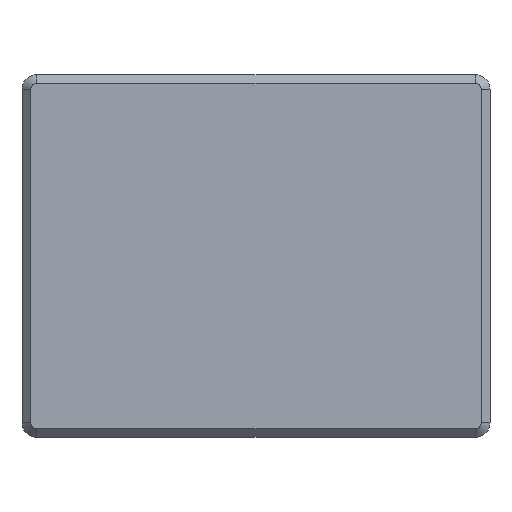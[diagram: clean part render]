
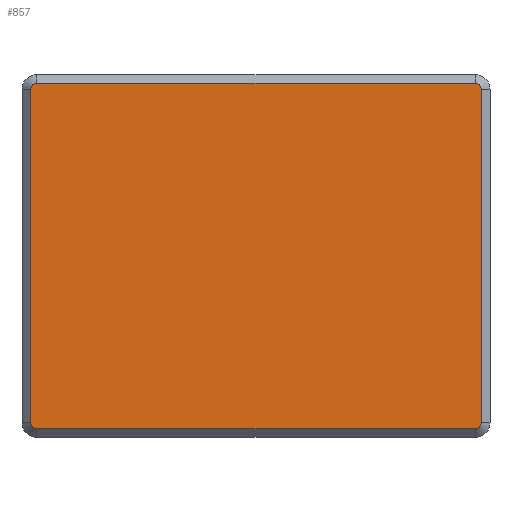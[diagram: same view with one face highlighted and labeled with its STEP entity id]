
A CAD part, front view. The second image highlights one B-rep face of the part: STEP entity #857.
In plain terms, the highlighted planar face has unit normal (0, -1, 0).
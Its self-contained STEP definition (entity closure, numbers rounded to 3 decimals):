
#14 = ORIENTED_EDGE ( 'NONE', *, *, #796, .T. ) ;
#18 = DIRECTION ( 'NONE',  ( 0., 0., 1. ) ) ;
#59 = DIRECTION ( 'NONE',  ( 0., 0., 1. ) ) ;
#98 = AXIS2_PLACEMENT_3D ( 'NONE', #970, #1302, #248 ) ;
#121 = DIRECTION ( 'NONE',  ( 0., -1., 0. ) ) ;
#131 = CARTESIAN_POINT ( 'NONE',  ( 0.3, 0., -0.5 ) ) ;
#184 = ORIENTED_EDGE ( 'NONE', *, *, #1124, .T. ) ;
#188 = ORIENTED_EDGE ( 'NONE', *, *, #1345, .T. ) ;
#197 = EDGE_CURVE ( 'NONE', #470, #817, #281, .T. ) ;
#200 = DIRECTION ( 'NONE',  ( 0., 0., 1. ) ) ;
#248 = DIRECTION ( 'NONE',  ( 0., 0., 1. ) ) ;
#261 = CIRCLE ( 'NONE', #878, 0.2 ) ;
#265 = CARTESIAN_POINT ( 'NONE',  ( 15.7, 0., -0.5 ) ) ;
#281 = CIRCLE ( 'NONE', #632, 0.2 ) ;
#282 = CIRCLE ( 'NONE', #98, 0.2 ) ;
#287 = CARTESIAN_POINT ( 'NONE',  ( 0.3, 0., -11.9 ) ) ;
#298 = VERTEX_POINT ( 'NONE', #1312 ) ;
#324 = VECTOR ( 'NONE', #509, 1000. ) ;
#330 = CARTESIAN_POINT ( 'NONE',  ( 16., 0., 0. ) ) ;
#332 = CARTESIAN_POINT ( 'NONE',  ( 15.7, 0., -0.5 ) ) ;
#391 = AXIS2_PLACEMENT_3D ( 'NONE', #330, #1071, #743 ) ;
#395 = ORIENTED_EDGE ( 'NONE', *, *, #1213, .T. ) ;
#415 = DIRECTION ( 'NONE',  ( 0., 0., -1. ) ) ;
#429 = CARTESIAN_POINT ( 'NONE',  ( 0.5, 0., -0.5 ) ) ;
#453 = ORIENTED_EDGE ( 'NONE', *, *, #735, .T. ) ;
#466 = VECTOR ( 'NONE', #1264, 1000. ) ;
#470 = VERTEX_POINT ( 'NONE', #287 ) ;
#483 = LINE ( 'NONE', #816, #324 ) ;
#499 = ORIENTED_EDGE ( 'NONE', *, *, #851, .T. ) ;
#502 = VECTOR ( 'NONE', #415, 1000. ) ;
#509 = DIRECTION ( 'NONE',  ( -1., 0., 0. ) ) ;
#517 = EDGE_CURVE ( 'NONE', #1059, #1125, #261, .T. ) ;
#554 = LINE ( 'NONE', #1366, #502 ) ;
#555 = CARTESIAN_POINT ( 'NONE',  ( 0.5, 0., -12.1 ) ) ;
#632 = AXIS2_PLACEMENT_3D ( 'NONE', #1097, #1106, #780 ) ;
#645 = VERTEX_POINT ( 'NONE', #332 ) ;
#706 = VERTEX_POINT ( 'NONE', #1064 ) ;
#728 = AXIS2_PLACEMENT_3D ( 'NONE', #429, #121, #18 ) ;
#735 = EDGE_CURVE ( 'NONE', #817, #1059, #1363, .T. ) ;
#743 = DIRECTION ( 'NONE',  ( 0., 0., 1. ) ) ;
#746 = ORIENTED_EDGE ( 'NONE', *, *, #197, .T. ) ;
#780 = DIRECTION ( 'NONE',  ( 0., 0., 1. ) ) ;
#796 = EDGE_CURVE ( 'NONE', #1125, #645, #995, .T. ) ;
#814 = VERTEX_POINT ( 'NONE', #131 ) ;
#816 = CARTESIAN_POINT ( 'NONE',  ( 16., 0., -0.3 ) ) ;
#817 = VERTEX_POINT ( 'NONE', #555 ) ;
#830 = CIRCLE ( 'NONE', #728, 0.2 ) ;
#839 = CARTESIAN_POINT ( 'NONE',  ( 16., 0., -12.1 ) ) ;
#841 = FACE_OUTER_BOUND ( 'NONE', #1240, .T. ) ;
#851 = EDGE_CURVE ( 'NONE', #814, #470, #554, .T. ) ;
#857 = ADVANCED_FACE ( 'NONE', ( #841 ), #865, .F. ) ;
#865 = PLANE ( 'NONE',  #391 ) ;
#878 = AXIS2_PLACEMENT_3D ( 'NONE', #1333, #1024, #200 ) ;
#913 = CARTESIAN_POINT ( 'NONE',  ( 15.7, 0., -11.9 ) ) ;
#970 = CARTESIAN_POINT ( 'NONE',  ( 15.5, 0., -0.5 ) ) ;
#986 = ORIENTED_EDGE ( 'NONE', *, *, #517, .T. ) ;
#994 = CARTESIAN_POINT ( 'NONE',  ( 15.5, 0., -12.1 ) ) ;
#995 = LINE ( 'NONE', #265, #1188 ) ;
#1024 = DIRECTION ( 'NONE',  ( 0., -1., 0. ) ) ;
#1059 = VERTEX_POINT ( 'NONE', #994 ) ;
#1064 = CARTESIAN_POINT ( 'NONE',  ( 15.5, 0., -0.3 ) ) ;
#1071 = DIRECTION ( 'NONE',  ( 0., 1., 0. ) ) ;
#1097 = CARTESIAN_POINT ( 'NONE',  ( 0.5, 0., -11.9 ) ) ;
#1106 = DIRECTION ( 'NONE',  ( 0., -1., 0. ) ) ;
#1124 = EDGE_CURVE ( 'NONE', #706, #298, #483, .T. ) ;
#1125 = VERTEX_POINT ( 'NONE', #913 ) ;
#1188 = VECTOR ( 'NONE', #59, 1000. ) ;
#1213 = EDGE_CURVE ( 'NONE', #298, #814, #830, .T. ) ;
#1240 = EDGE_LOOP ( 'NONE', ( #499, #746, #453, #986, #14, #188, #184, #395 ) ) ;
#1264 = DIRECTION ( 'NONE',  ( 1., 0., 0. ) ) ;
#1302 = DIRECTION ( 'NONE',  ( 0., -1., 0. ) ) ;
#1312 = CARTESIAN_POINT ( 'NONE',  ( 0.5, 0., -0.3 ) ) ;
#1333 = CARTESIAN_POINT ( 'NONE',  ( 15.5, 0., -11.9 ) ) ;
#1345 = EDGE_CURVE ( 'NONE', #645, #706, #282, .T. ) ;
#1363 = LINE ( 'NONE', #839, #466 ) ;
#1366 = CARTESIAN_POINT ( 'NONE',  ( 0.3, 0., 0. ) ) ;
